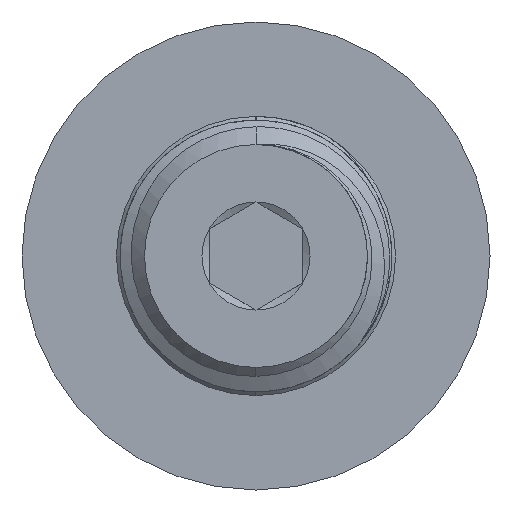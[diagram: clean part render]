
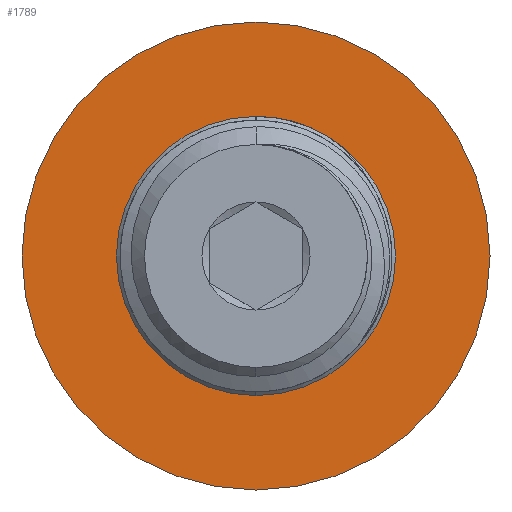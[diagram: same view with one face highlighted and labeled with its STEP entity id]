
A CAD part, left-side view. The second image highlights one B-rep face of the part: STEP entity #1789.
In plain terms, the highlighted planar face has unit normal (-1, 0, 0).
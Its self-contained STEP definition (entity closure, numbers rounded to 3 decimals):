
#38 = DIRECTION ( 'NONE',  ( 0., 0., -1. ) ) ;
#52 = VERTEX_POINT ( 'NONE', #103 ) ;
#92 = DIRECTION ( 'NONE',  ( 1., 0., 0. ) ) ;
#103 = CARTESIAN_POINT ( 'NONE',  ( 135., 0., -12.5 ) ) ;
#109 = DIRECTION ( 'NONE',  ( 0., 0., -1. ) ) ;
#148 = CIRCLE ( 'NONE', #543, 12.5 ) ;
#313 = AXIS2_PLACEMENT_3D ( 'NONE', #834, #3157, #38 ) ;
#318 = CIRCLE ( 'NONE', #2634, 7.455 ) ;
#402 = ORIENTED_EDGE ( 'NONE', *, *, #1063, .F. ) ;
#416 = AXIS2_PLACEMENT_3D ( 'NONE', #1693, #1940, #1220 ) ;
#543 = AXIS2_PLACEMENT_3D ( 'NONE', #1690, #1169, #109 ) ;
#607 = VERTEX_POINT ( 'NONE', #2507 ) ;
#799 = ORIENTED_EDGE ( 'NONE', *, *, #2236, .F. ) ;
#827 = CARTESIAN_POINT ( 'NONE',  ( 135., 0., 7.455 ) ) ;
#834 = CARTESIAN_POINT ( 'NONE',  ( 135., 0., 0. ) ) ;
#863 = AXIS2_PLACEMENT_3D ( 'NONE', #2504, #1955, #1710 ) ;
#1063 = EDGE_CURVE ( 'NONE', #607, #52, #2086, .T. ) ;
#1169 = DIRECTION ( 'NONE',  ( 1., 0., 0. ) ) ;
#1220 = DIRECTION ( 'NONE',  ( 0., 0., -1. ) ) ;
#1454 = FACE_BOUND ( 'NONE', #3046, .T. ) ;
#1638 = ORIENTED_EDGE ( 'NONE', *, *, #2230, .T. ) ;
#1673 = CARTESIAN_POINT ( 'NONE',  ( 135., 0., 0. ) ) ;
#1690 = CARTESIAN_POINT ( 'NONE',  ( 135., 0., 0. ) ) ;
#1693 = CARTESIAN_POINT ( 'NONE',  ( 135., 0., 0. ) ) ;
#1710 = DIRECTION ( 'NONE',  ( 0., 0., -1. ) ) ;
#1724 = EDGE_CURVE ( 'NONE', #3158, #2824, #1903, .T. ) ;
#1789 = ADVANCED_FACE ( 'NONE', ( #1454, #2218 ), #3284, .F. ) ;
#1903 = CIRCLE ( 'NONE', #416, 7.455 ) ;
#1940 = DIRECTION ( 'NONE',  ( 1., 0., 0. ) ) ;
#1955 = DIRECTION ( 'NONE',  ( 1., 0., 0. ) ) ;
#2086 = CIRCLE ( 'NONE', #313, 12.5 ) ;
#2218 = FACE_OUTER_BOUND ( 'NONE', #2264, .T. ) ;
#2230 = EDGE_CURVE ( 'NONE', #2824, #3158, #318, .T. ) ;
#2236 = EDGE_CURVE ( 'NONE', #52, #607, #148, .T. ) ;
#2264 = EDGE_LOOP ( 'NONE', ( #402, #799 ) ) ;
#2504 = CARTESIAN_POINT ( 'NONE',  ( 135., 0., 0. ) ) ;
#2507 = CARTESIAN_POINT ( 'NONE',  ( 135., 0., 12.5 ) ) ;
#2634 = AXIS2_PLACEMENT_3D ( 'NONE', #1673, #92, #2712 ) ;
#2712 = DIRECTION ( 'NONE',  ( 0., 0., -1. ) ) ;
#2788 = ORIENTED_EDGE ( 'NONE', *, *, #1724, .T. ) ;
#2824 = VERTEX_POINT ( 'NONE', #2983 ) ;
#2983 = CARTESIAN_POINT ( 'NONE',  ( 135., 0., -7.455 ) ) ;
#3046 = EDGE_LOOP ( 'NONE', ( #2788, #1638 ) ) ;
#3157 = DIRECTION ( 'NONE',  ( 1., 0., 0. ) ) ;
#3158 = VERTEX_POINT ( 'NONE', #827 ) ;
#3284 = PLANE ( 'NONE',  #863 ) ;
